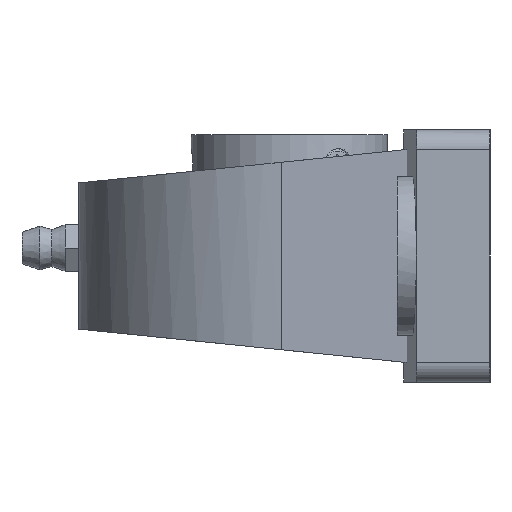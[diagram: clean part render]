
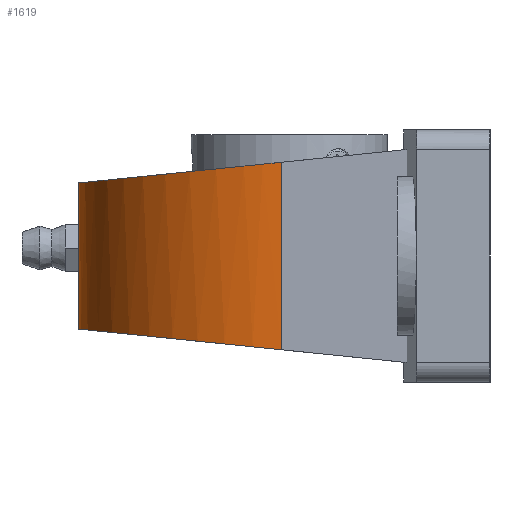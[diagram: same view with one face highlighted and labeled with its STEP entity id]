
A CAD part, left-side view. The second image highlights one B-rep face of the part: STEP entity #1619.
In plain terms, the highlighted cylindrical face has radius 31.8 mm (diameter 63.6 mm), a partial arc.
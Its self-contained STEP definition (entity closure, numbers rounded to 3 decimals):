
#22=ELLIPSE('',#1757,31.965,31.8);
#24=ELLIPSE('',#1779,31.965,31.8);
#40=CYLINDRICAL_SURFACE('',#1778,31.8);
#327=ORIENTED_EDGE('',*,*,#695,.F.);
#328=ORIENTED_EDGE('',*,*,#691,.T.);
#329=ORIENTED_EDGE('',*,*,#647,.F.);
#330=ORIENTED_EDGE('',*,*,#693,.F.);
#647=EDGE_CURVE('',#849,#850,#22,.T.);
#691=EDGE_CURVE('',#875,#850,#1021,.T.);
#693=EDGE_CURVE('',#876,#849,#1023,.T.);
#695=EDGE_CURVE('',#875,#876,#24,.T.);
#849=VERTEX_POINT('',#2578);
#850=VERTEX_POINT('',#2580);
#875=VERTEX_POINT('',#2659);
#876=VERTEX_POINT('',#2666);
#1021=LINE('',#2663,#1179);
#1023=LINE('',#2667,#1181);
#1179=VECTOR('',#2117,1000.);
#1181=VECTOR('',#2121,1000.);
#1295=EDGE_LOOP('',(#327,#328,#329,#330));
#1429=FACE_BOUND('',#1295,.T.);
#1619=ADVANCED_FACE('',(#1429),#40,.T.);
#1757=AXIS2_PLACEMENT_3D('',#2579,#2039,#2040);
#1778=AXIS2_PLACEMENT_3D('',#2669,#2123,#2124);
#1779=AXIS2_PLACEMENT_3D('',#2670,#2125,#2126);
#2039=DIRECTION('',(0.,0.102,-0.995));
#2040=DIRECTION('',(0.,-0.995,-0.102));
#2117=DIRECTION('',(0.,0.,-1.));
#2121=DIRECTION('',(0.,0.,-1.));
#2123=DIRECTION('',(0.,0.,-1.));
#2124=DIRECTION('',(-1.,0.,0.));
#2125=DIRECTION('',(0.,0.102,0.995));
#2126=DIRECTION('',(0.,0.995,-0.102));
#2578=CARTESIAN_POINT('',(15.723,31.413,-14.121));
#2579=CARTESIAN_POINT('',(47.5,30.2,-14.245));
#2580=CARTESIAN_POINT('',(79.277,31.413,-14.121));
#2659=CARTESIAN_POINT('',(79.277,31.413,14.121));
#2663=CARTESIAN_POINT('',(79.277,31.413,16.));
#2666=CARTESIAN_POINT('',(15.723,31.413,14.121));
#2667=CARTESIAN_POINT('',(15.723,31.413,16.));
#2669=CARTESIAN_POINT('',(47.5,30.2,16.));
#2670=CARTESIAN_POINT('',(47.5,30.2,14.245));
